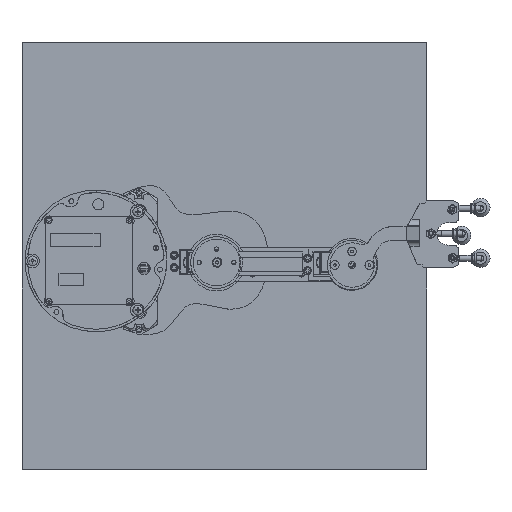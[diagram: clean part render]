
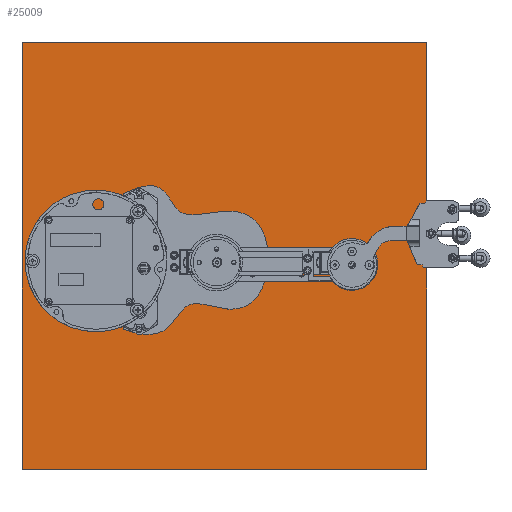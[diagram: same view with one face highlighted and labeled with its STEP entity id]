
A CAD part, top view. The second image highlights one B-rep face of the part: STEP entity #25009.
In plain terms, the highlighted planar face has unit normal (0, 0, 1).
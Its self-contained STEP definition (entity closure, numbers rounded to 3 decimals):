
#1562=FACE_BOUND('',#5437,.T.);
#1563=FACE_BOUND('',#5438,.T.);
#1564=FACE_BOUND('',#5439,.T.);
#1565=FACE_BOUND('',#5440,.T.);
#1566=FACE_BOUND('',#5441,.T.);
#1567=FACE_BOUND('',#5442,.T.);
#1568=FACE_BOUND('',#5443,.T.);
#2308=PLANE('',#27969);
#3716=FACE_OUTER_BOUND('',#5436,.T.);
#5436=EDGE_LOOP('',(#22969,#22970,#22971,#22972));
#5437=EDGE_LOOP('',(#22973));
#5438=EDGE_LOOP('',(#22974));
#5439=EDGE_LOOP('',(#22975));
#5440=EDGE_LOOP('',(#22976));
#5441=EDGE_LOOP('',(#22977));
#5442=EDGE_LOOP('',(#22978));
#5443=EDGE_LOOP('',(#22979));
#7330=LINE('',#53516,#9230);
#7331=LINE('',#53518,#9231);
#7332=LINE('',#53520,#9232);
#7333=LINE('',#53521,#9233);
#9230=VECTOR('',#35140,10.);
#9231=VECTOR('',#35141,10.);
#9232=VECTOR('',#35142,10.);
#9233=VECTOR('',#35143,10.);
#10496=CIRCLE('',#27956,1.796);
#10497=CIRCLE('',#27958,2.);
#10498=CIRCLE('',#27960,2.026);
#10499=CIRCLE('',#27962,1.868);
#10500=CIRCLE('',#27964,2.);
#10501=CIRCLE('',#27966,2.001);
#10502=CIRCLE('',#27968,2.062);
#12682=VERTEX_POINT('',#53486);
#12683=VERTEX_POINT('',#53490);
#12684=VERTEX_POINT('',#53494);
#12685=VERTEX_POINT('',#53498);
#12686=VERTEX_POINT('',#53502);
#12687=VERTEX_POINT('',#53506);
#12688=VERTEX_POINT('',#53510);
#12689=VERTEX_POINT('',#53514);
#12690=VERTEX_POINT('',#53515);
#12691=VERTEX_POINT('',#53517);
#12692=VERTEX_POINT('',#53519);
#16118=EDGE_CURVE('',#12682,#12682,#10496,.T.);
#16120=EDGE_CURVE('',#12683,#12683,#10497,.T.);
#16122=EDGE_CURVE('',#12684,#12684,#10498,.T.);
#16124=EDGE_CURVE('',#12685,#12685,#10499,.T.);
#16126=EDGE_CURVE('',#12686,#12686,#10500,.T.);
#16128=EDGE_CURVE('',#12687,#12687,#10501,.T.);
#16130=EDGE_CURVE('',#12688,#12688,#10502,.T.);
#16131=EDGE_CURVE('',#12689,#12690,#7330,.T.);
#16132=EDGE_CURVE('',#12690,#12691,#7331,.T.);
#16133=EDGE_CURVE('',#12691,#12692,#7332,.T.);
#16134=EDGE_CURVE('',#12692,#12689,#7333,.T.);
#22969=ORIENTED_EDGE('',*,*,#16131,.T.);
#22970=ORIENTED_EDGE('',*,*,#16132,.T.);
#22971=ORIENTED_EDGE('',*,*,#16133,.T.);
#22972=ORIENTED_EDGE('',*,*,#16134,.T.);
#22973=ORIENTED_EDGE('',*,*,#16118,.T.);
#22974=ORIENTED_EDGE('',*,*,#16120,.T.);
#22975=ORIENTED_EDGE('',*,*,#16122,.T.);
#22976=ORIENTED_EDGE('',*,*,#16124,.T.);
#22977=ORIENTED_EDGE('',*,*,#16126,.T.);
#22978=ORIENTED_EDGE('',*,*,#16128,.T.);
#22979=ORIENTED_EDGE('',*,*,#16130,.T.);
#25009=ADVANCED_FACE('',(#3716,#1562,#1563,#1564,#1565,#1566,#1567,#1568),
#2308,.T.);
#27956=AXIS2_PLACEMENT_3D('',#53488,#35106,#35107);
#27958=AXIS2_PLACEMENT_3D('',#53492,#35111,#35112);
#27960=AXIS2_PLACEMENT_3D('',#53496,#35116,#35117);
#27962=AXIS2_PLACEMENT_3D('',#53500,#35121,#35122);
#27964=AXIS2_PLACEMENT_3D('',#53504,#35126,#35127);
#27966=AXIS2_PLACEMENT_3D('',#53508,#35131,#35132);
#27968=AXIS2_PLACEMENT_3D('',#53512,#35136,#35137);
#27969=AXIS2_PLACEMENT_3D('',#53513,#35138,#35139);
#35106=DIRECTION('center_axis',(0.,0.,-1.));
#35107=DIRECTION('ref_axis',(1.,0.,0.));
#35111=DIRECTION('center_axis',(0.,0.,-1.));
#35112=DIRECTION('ref_axis',(1.,0.,0.));
#35116=DIRECTION('center_axis',(0.,0.,-1.));
#35117=DIRECTION('ref_axis',(1.,0.,0.));
#35121=DIRECTION('center_axis',(0.,0.,-1.));
#35122=DIRECTION('ref_axis',(1.,0.,0.));
#35126=DIRECTION('center_axis',(0.,0.,-1.));
#35127=DIRECTION('ref_axis',(1.,0.,0.));
#35131=DIRECTION('center_axis',(0.,0.,-1.));
#35132=DIRECTION('ref_axis',(1.,0.,0.));
#35136=DIRECTION('center_axis',(0.,0.,-1.));
#35137=DIRECTION('ref_axis',(1.,0.,0.));
#35138=DIRECTION('center_axis',(0.,0.,1.));
#35139=DIRECTION('ref_axis',(0.,1.,0.));
#35140=DIRECTION('',(-1.,0.,0.));
#35141=DIRECTION('',(0.,-1.,0.));
#35142=DIRECTION('',(1.,0.,0.));
#35143=DIRECTION('',(0.,1.,0.));
#53486=CARTESIAN_POINT('',(31.7,40.006,-317.));
#53488=CARTESIAN_POINT('Origin',(33.496,40.006,-317.));
#53490=CARTESIAN_POINT('',(103.,-3.1,-317.));
#53492=CARTESIAN_POINT('Origin',(105.,-3.1,-317.));
#53494=CARTESIAN_POINT('',(17.974,10.,-317.));
#53496=CARTESIAN_POINT('Origin',(20.,10.,-317.));
#53498=CARTESIAN_POINT('',(31.627,-40.119,-317.));
#53500=CARTESIAN_POINT('Origin',(33.496,-40.119,-317.));
#53502=CARTESIAN_POINT('',(77.9,-3.7,-317.));
#53504=CARTESIAN_POINT('Origin',(79.9,-3.7,-317.));
#53506=CARTESIAN_POINT('',(37.999,10.,-317.));
#53508=CARTESIAN_POINT('Origin',(40.,10.,-317.));
#53510=CARTESIAN_POINT('',(-53.562,0.,-317.));
#53512=CARTESIAN_POINT('Origin',(-51.5,0.,-317.));
#53513=CARTESIAN_POINT('Origin',(104.324,4.586,-317.));
#53514=CARTESIAN_POINT('',(268.685,177.597,-317.));
#53515=CARTESIAN_POINT('',(-60.037,177.597,-317.));
#53516=CARTESIAN_POINT('',(104.324,177.597,-317.));
#53517=CARTESIAN_POINT('',(-60.037,-168.426,-317.));
#53518=CARTESIAN_POINT('',(-60.037,4.586,-317.));
#53519=CARTESIAN_POINT('',(268.685,-168.426,-317.));
#53520=CARTESIAN_POINT('',(104.324,-168.426,-317.));
#53521=CARTESIAN_POINT('',(268.685,4.586,-317.));
